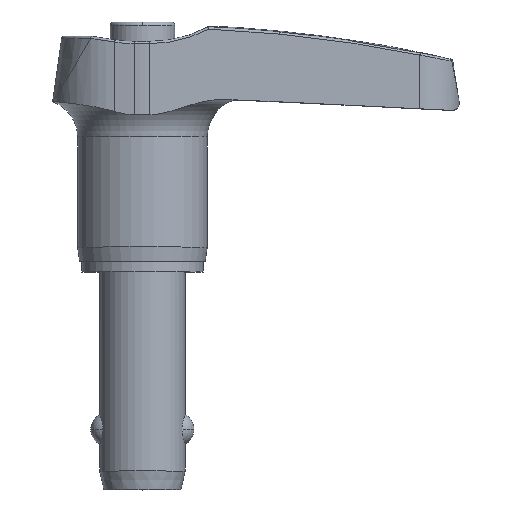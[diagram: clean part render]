
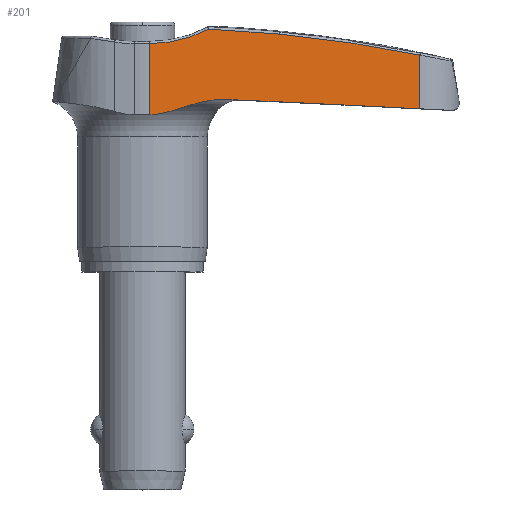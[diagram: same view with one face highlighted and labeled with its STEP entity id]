
A CAD part, top view. The second image highlights one B-rep face of the part: STEP entity #201.
In plain terms, the highlighted planar face has unit normal (0.103, 0, 0.995).
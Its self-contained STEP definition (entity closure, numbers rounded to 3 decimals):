
#201=ADVANCED_FACE('',(#418),#419,.T.);
#418=FACE_OUTER_BOUND('',#744,.T.);
#419=PLANE('',#745);
#744=EDGE_LOOP('',(#1278,#1279,#1280,#1281,#1282,#1283));
#745=AXIS2_PLACEMENT_3D('',#1284,#1285,#1286);
#1278=ORIENTED_EDGE('',*,*,#1690,.F.);
#1279=ORIENTED_EDGE('',*,*,#1497,.F.);
#1280=ORIENTED_EDGE('',*,*,#1709,.T.);
#1281=ORIENTED_EDGE('',*,*,#1710,.T.);
#1282=ORIENTED_EDGE('',*,*,#1523,.T.);
#1283=ORIENTED_EDGE('',*,*,#1705,.T.);
#1284=CARTESIAN_POINT('',(1.039,27.5,10.057));
#1285=DIRECTION('',(0.103,0.,0.995));
#1286=DIRECTION('',(0.0,-1.0,0.));
#1497=EDGE_CURVE('',#1771,#1773,#1774,.T.);
#1523=EDGE_CURVE('',#1818,#1816,#1819,.T.);
#1690=EDGE_CURVE('',#1773,#2067,#2071,.T.);
#1705=EDGE_CURVE('',#1816,#2067,#2087,.T.);
#1709=EDGE_CURVE('',#1771,#2091,#2092,.T.);
#1710=EDGE_CURVE('',#2091,#1818,#2093,.T.);
#1771=VERTEX_POINT('',#2160);
#1773=VERTEX_POINT('',#2162);
#1774=CIRCLE('',#2163,17.848);
#1816=VERTEX_POINT('',#2256);
#1818=VERTEX_POINT('',#2265);
#1819=(B_SPLINE_CURVE(2,(#2267,#2268,#2269),.UNSPECIFIED.,.F.,.F.)B_SPLINE_CURVE_WITH_KNOTS((3,3),(6.053,7.775),.UNSPECIFIED.)RATIONAL_B_SPLINE_CURVE((2.035,1.671,1.016))BOUNDED_CURVE()REPRESENTATION_ITEM('')GEOMETRIC_REPRESENTATION_ITEM()CURVE());
#2067=VERTEX_POINT('',#3030);
#2071=CIRCLE('',#3034,192.104);
#2087=LINE('',#3089,#3090);
#2091=VERTEX_POINT('',#3108);
#2092=LINE('',#3109,#3110);
#2093=B_SPLINE_CURVE_WITH_KNOTS('',3,(#3111,#3112,#3113,#3114,#3115,#3116,#3117,#3118,#3119,#3120,#3121,#3122,#3123,#3124),.UNSPECIFIED.,.F.,.F.,(4,2,2,2,2,2,4),(0.0,0.157,0.315,0.63,0.81,0.99,1.027),.UNSPECIFIED.);
#2160=CARTESIAN_POINT('',(1.039,32.053,10.057));
#2162=CARTESIAN_POINT('',(9.276,34.091,9.206));
#2163=AXIS2_PLACEMENT_3D('',#3338,#3339,#3340);
#2256=CARTESIAN_POINT('',(38.961,22.911,6.14));
#2265=CARTESIAN_POINT('',(11.563,24.211,8.97));
#2267=CARTESIAN_POINT('',(11.563,24.211,8.97));
#2268=CARTESIAN_POINT('',(18.977,23.929,8.204));
#2269=CARTESIAN_POINT('',(38.961,22.911,6.14));
#3030=CARTESIAN_POINT('',(38.961,30.448,6.14));
#3034=AXIS2_PLACEMENT_3D('',#3596,#3597,#3598);
#3089=CARTESIAN_POINT('',(38.961,22.911,6.14));
#3090=VECTOR('',#3604,7.537);
#3108=CARTESIAN_POINT('',(1.039,22.059,10.057));
#3109=CARTESIAN_POINT('',(1.039,32.053,10.057));
#3110=VECTOR('',#3605,9.995);
#3111=CARTESIAN_POINT('',(1.039,22.059,10.057));
#3112=CARTESIAN_POINT('',(1.561,22.059,10.003));
#3113=CARTESIAN_POINT('',(2.096,22.118,9.947));
#3114=CARTESIAN_POINT('',(3.173,22.332,9.836));
#3115=CARTESIAN_POINT('',(3.716,22.485,9.78));
#3116=CARTESIAN_POINT('',(5.338,22.989,9.613));
#3117=CARTESIAN_POINT('',(6.416,23.372,9.501));
#3118=CARTESIAN_POINT('',(8.,23.806,9.338));
#3119=CARTESIAN_POINT('',(8.639,23.956,9.272));
#3120=CARTESIAN_POINT('',(9.931,24.163,9.138));
#3121=CARTESIAN_POINT('',(10.583,24.219,9.071));
#3122=CARTESIAN_POINT('',(11.305,24.219,8.996));
#3123=CARTESIAN_POINT('',(11.433,24.216,8.983));
#3124=CARTESIAN_POINT('',(11.563,24.211,8.97));
#3338=CARTESIAN_POINT('',(1.039,49.902,10.057));
#3339=DIRECTION('',(0.103,0.,0.995));
#3340=DIRECTION('',(0.229,-0.973,-0.024));
#3596=CARTESIAN_POINT('',(1.039,-157.834,10.057));
#3597=DIRECTION('',(-0.103,0.,-0.995));
#3598=DIRECTION('',(0.119,0.993,-0.012));
#3604=DIRECTION('',(0.0,1.0,0.));
#3605=DIRECTION('',(0.0,-1.0,0.));
